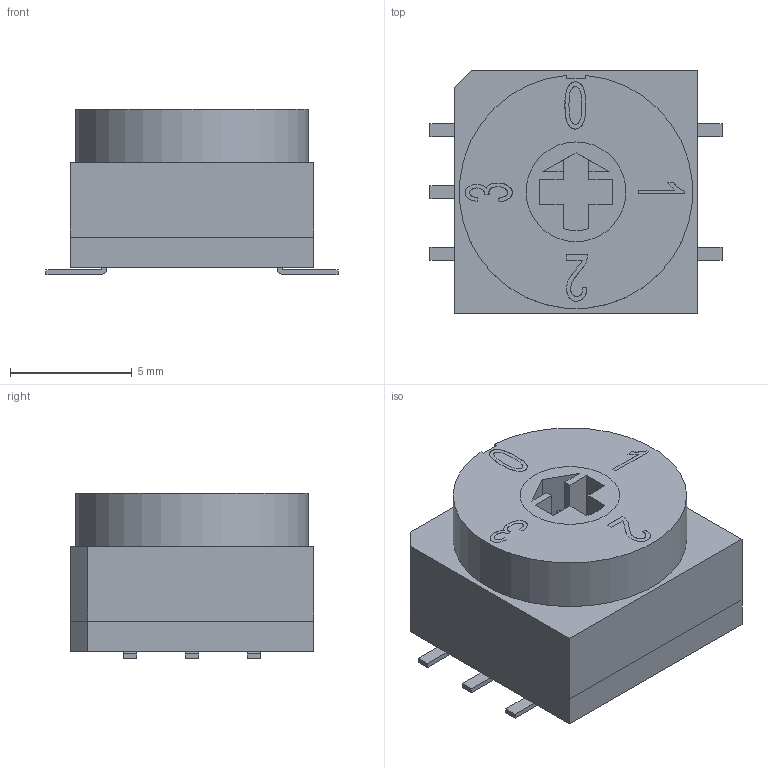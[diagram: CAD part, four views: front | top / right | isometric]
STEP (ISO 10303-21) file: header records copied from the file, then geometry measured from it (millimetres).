
FILE_DESCRIPTION(/* description */ (''),/* implementation_level */ '2;1');
FILE_NAME(/* name */ 'RDTCx04S2x.stp',/* time_stamp */ '2025-06-03T11:37:06-05:00',/* author */ ('mroman'),/* organization */ (''),/* preprocessor_version */ 'ST-DEVELOPER v18.1',/* originating_system */ 'Autodesk Inventor 2022',/* authorisation */ '');
FILE_SCHEMA (('AUTOMOTIVE_DESIGN { 1 0 10303 214 3 1 1 }'));
Length unit declared in the file: centimetre
Products named in the file (1): RDTCx04S2x
Bounding box: 12 x 10 x 6.8 mm (x, y, z)
Volume: 575.5 mm3; surface area: 489.6 mm2
Topology: 1 solids, 1 shells, 126 faces, 329 edges, 218 vertices
Faces by surface type: plane 82, bspline 32, cylinder 12
Entity records: 4021 total; most frequent: CARTESIAN_POINT 1078, ORIENTED_EDGE 658, DIRECTION 480, EDGE_CURVE 329, LINE 240, VECTOR 240, VERTEX_POINT 218, EDGE_LOOP 139
